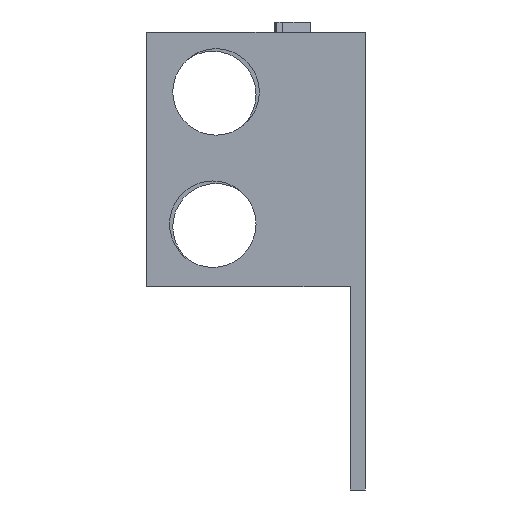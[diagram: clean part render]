
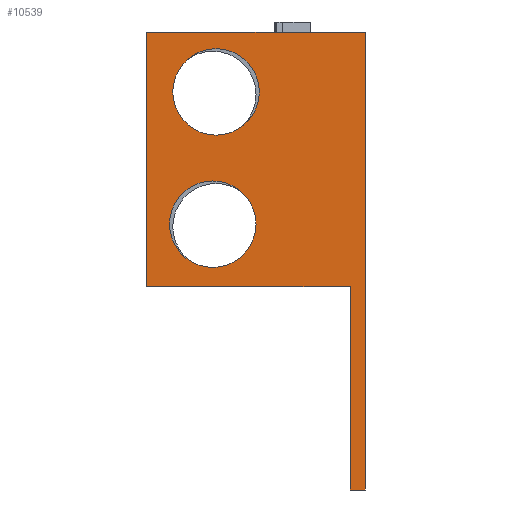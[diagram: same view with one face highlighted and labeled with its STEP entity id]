
A CAD part, left-side view. The second image highlights one B-rep face of the part: STEP entity #10539.
In plain terms, the highlighted planar face has unit normal (-1, 0, 0).
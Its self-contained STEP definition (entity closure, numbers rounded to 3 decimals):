
#182 = CIRCLE ( 'NONE', #11325, 8.5 ) ;
#416 = CARTESIAN_POINT ( 'NONE',  ( -99.166, 26.957, -13.186 ) ) ;
#464 = VECTOR ( 'NONE', #11348, 1000. ) ;
#500 = VERTEX_POINT ( 'NONE', #8481 ) ;
#505 = VERTEX_POINT ( 'NONE', #7456 ) ;
#555 = DIRECTION ( 'NONE',  ( 0., 0., 1. ) ) ;
#705 = EDGE_LOOP ( 'NONE', ( #5521, #7788 ) ) ;
#1247 = CIRCLE ( 'NONE', #12379, 8.5 ) ;
#1503 = DIRECTION ( 'NONE',  ( 0., 0., -1. ) ) ;
#1605 = CARTESIAN_POINT ( 'NONE',  ( -99.166, 39.957, -25.44 ) ) ;
#1618 = ORIENTED_EDGE ( 'NONE', *, *, #2349, .F. ) ;
#1620 = CARTESIAN_POINT ( 'NONE',  ( -99.166, 26.31, 4.314 ) ) ;
#1727 = DIRECTION ( 'NONE',  ( 0., 0., -1. ) ) ;
#1973 = VERTEX_POINT ( 'NONE', #12955 ) ;
#2227 = VECTOR ( 'NONE', #13478, 1000. ) ;
#2349 = EDGE_CURVE ( 'NONE', #500, #2453, #1247, .T. ) ;
#2453 = VERTEX_POINT ( 'NONE', #3576 ) ;
#2837 = ORIENTED_EDGE ( 'NONE', *, *, #13057, .F. ) ;
#2863 = AXIS2_PLACEMENT_3D ( 'NONE', #416, #7826, #9944 ) ;
#2890 = CARTESIAN_POINT ( 'NONE',  ( -99.166, -0.043, -25.44 ) ) ;
#3145 = DIRECTION ( 'NONE',  ( -1., 0., 0. ) ) ;
#3219 = DIRECTION ( 'NONE',  ( 0., 0., 1. ) ) ;
#3310 = EDGE_CURVE ( 'NONE', #9864, #8170, #7535, .T. ) ;
#3420 = LINE ( 'NONE', #10906, #7343 ) ;
#3435 = VERTEX_POINT ( 'NONE', #1620 ) ;
#3487 = EDGE_CURVE ( 'NONE', #9864, #9215, #4719, .T. ) ;
#3576 = CARTESIAN_POINT ( 'NONE',  ( -99.166, 26.957, -4.686 ) ) ;
#3866 = EDGE_LOOP ( 'NONE', ( #5065, #1618 ) ) ;
#4146 = EDGE_LOOP ( 'NONE', ( #8965, #11922, #2837, #6390, #10971, #11052 ) ) ;
#4281 = EDGE_CURVE ( 'NONE', #9215, #5051, #12953, .T. ) ;
#4518 = DIRECTION ( 'NONE',  ( 0., -1., 0. ) ) ;
#4650 = AXIS2_PLACEMENT_3D ( 'NONE', #8928, #11191, #555 ) ;
#4719 = LINE ( 'NONE', #8901, #2227 ) ;
#4838 = CIRCLE ( 'NONE', #2863, 8.5 ) ;
#5051 = VERTEX_POINT ( 'NONE', #2890 ) ;
#5065 = ORIENTED_EDGE ( 'NONE', *, *, #12644, .F. ) ;
#5087 = VECTOR ( 'NONE', #4518, 1000. ) ;
#5159 = CARTESIAN_POINT ( 'NONE',  ( -99.166, 26.957, -13.186 ) ) ;
#5275 = EDGE_CURVE ( 'NONE', #8170, #11961, #3420, .T. ) ;
#5521 = ORIENTED_EDGE ( 'NONE', *, *, #8805, .F. ) ;
#5730 = CIRCLE ( 'NONE', #4650, 8.5 ) ;
#5846 = FACE_OUTER_BOUND ( 'NONE', #4146, .T. ) ;
#6389 = DIRECTION ( 'NONE',  ( 0., 0., 1. ) ) ;
#6390 = ORIENTED_EDGE ( 'NONE', *, *, #5275, .F. ) ;
#6506 = CARTESIAN_POINT ( 'NONE',  ( -99.166, -3.043, 24.56 ) ) ;
#6512 = VECTOR ( 'NONE', #7590, 1000. ) ;
#7013 = PLANE ( 'NONE',  #7256 ) ;
#7161 = LINE ( 'NONE', #13528, #464 ) ;
#7256 = AXIS2_PLACEMENT_3D ( 'NONE', #11202, #7982, #1727 ) ;
#7343 = VECTOR ( 'NONE', #1503, 1000. ) ;
#7456 = CARTESIAN_POINT ( 'NONE',  ( -99.166, -0.043, -65.44 ) ) ;
#7535 = LINE ( 'NONE', #6506, #5087 ) ;
#7590 = DIRECTION ( 'NONE',  ( 0., 0., -1. ) ) ;
#7788 = ORIENTED_EDGE ( 'NONE', *, *, #11603, .F. ) ;
#7826 = DIRECTION ( 'NONE',  ( -1., 0., 0. ) ) ;
#7880 = DIRECTION ( 'NONE',  ( 0., -1., 0. ) ) ;
#7982 = DIRECTION ( 'NONE',  ( 1., 0., 0. ) ) ;
#8101 = VECTOR ( 'NONE', #7880, 1000. ) ;
#8170 = VERTEX_POINT ( 'NONE', #9444 ) ;
#8481 = CARTESIAN_POINT ( 'NONE',  ( -99.166, 26.957, -21.686 ) ) ;
#8517 = DIRECTION ( 'NONE',  ( -1., 0., 0. ) ) ;
#8690 = CARTESIAN_POINT ( 'NONE',  ( -99.166, -0.043, -15.44 ) ) ;
#8805 = EDGE_CURVE ( 'NONE', #1973, #3435, #182, .T. ) ;
#8869 = FACE_BOUND ( 'NONE', #705, .T. ) ;
#8901 = CARTESIAN_POINT ( 'NONE',  ( -99.166, 39.957, -25.44 ) ) ;
#8928 = CARTESIAN_POINT ( 'NONE',  ( -99.166, 26.31, 12.814 ) ) ;
#8965 = ORIENTED_EDGE ( 'NONE', *, *, #4281, .T. ) ;
#9107 = CARTESIAN_POINT ( 'NONE',  ( -99.166, -3.043, -25.44 ) ) ;
#9215 = VERTEX_POINT ( 'NONE', #1605 ) ;
#9444 = CARTESIAN_POINT ( 'NONE',  ( -99.166, -3.043, 24.56 ) ) ;
#9864 = VERTEX_POINT ( 'NONE', #10000 ) ;
#9944 = DIRECTION ( 'NONE',  ( 0., 0., 1. ) ) ;
#10000 = CARTESIAN_POINT ( 'NONE',  ( -99.166, 39.957, 24.56 ) ) ;
#10035 = FACE_BOUND ( 'NONE', #3866, .T. ) ;
#10060 = EDGE_CURVE ( 'NONE', #5051, #505, #10752, .T. ) ;
#10539 = ADVANCED_FACE ( 'NONE', ( #5846, #10035, #8869 ), #7013, .F. ) ;
#10675 = CARTESIAN_POINT ( 'NONE',  ( -99.166, -3.043, -65.44 ) ) ;
#10752 = LINE ( 'NONE', #8690, #6512 ) ;
#10906 = CARTESIAN_POINT ( 'NONE',  ( -99.166, -3.043, 85.56 ) ) ;
#10971 = ORIENTED_EDGE ( 'NONE', *, *, #3310, .F. ) ;
#11052 = ORIENTED_EDGE ( 'NONE', *, *, #3487, .T. ) ;
#11191 = DIRECTION ( 'NONE',  ( -1., 0., 0. ) ) ;
#11202 = CARTESIAN_POINT ( 'NONE',  ( -99.166, -3.043, 24.56 ) ) ;
#11325 = AXIS2_PLACEMENT_3D ( 'NONE', #12551, #3145, #3219 ) ;
#11348 = DIRECTION ( 'NONE',  ( 0., 1., 0. ) ) ;
#11603 = EDGE_CURVE ( 'NONE', #3435, #1973, #5730, .T. ) ;
#11922 = ORIENTED_EDGE ( 'NONE', *, *, #10060, .T. ) ;
#11961 = VERTEX_POINT ( 'NONE', #10675 ) ;
#12379 = AXIS2_PLACEMENT_3D ( 'NONE', #5159, #8517, #6389 ) ;
#12551 = CARTESIAN_POINT ( 'NONE',  ( -99.166, 26.31, 12.814 ) ) ;
#12644 = EDGE_CURVE ( 'NONE', #2453, #500, #4838, .T. ) ;
#12953 = LINE ( 'NONE', #9107, #8101 ) ;
#12955 = CARTESIAN_POINT ( 'NONE',  ( -99.166, 26.31, 21.314 ) ) ;
#13057 = EDGE_CURVE ( 'NONE', #11961, #505, #7161, .T. ) ;
#13478 = DIRECTION ( 'NONE',  ( 0., 0., -1. ) ) ;
#13528 = CARTESIAN_POINT ( 'NONE',  ( -99.166, -3.043, -65.44 ) ) ;
